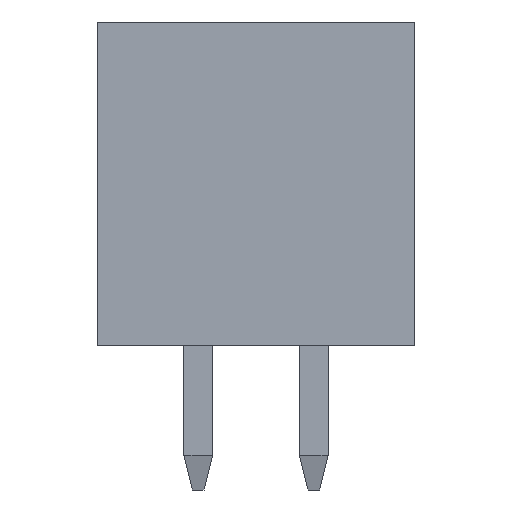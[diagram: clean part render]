
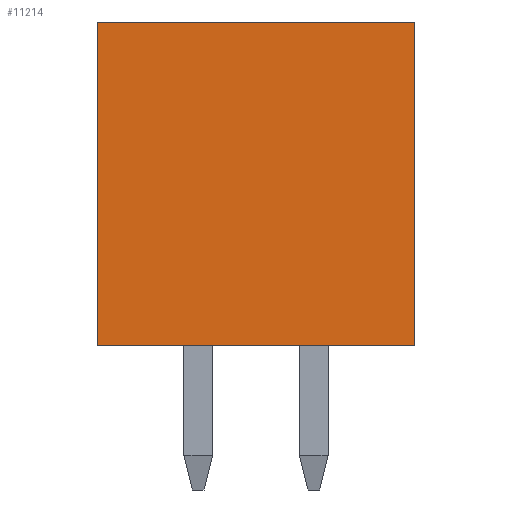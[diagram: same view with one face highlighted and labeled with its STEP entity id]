
A CAD part, front view. The second image highlights one B-rep face of the part: STEP entity #11214.
In plain terms, the highlighted face is planar.
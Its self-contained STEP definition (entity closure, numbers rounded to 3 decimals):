
#793=ORIENTED_EDGE('',*,*,#2754,.F.);
#794=ORIENTED_EDGE('',*,*,#2755,.F.);
#795=ORIENTED_EDGE('',*,*,#2756,.T.);
#796=ORIENTED_EDGE('',*,*,#2757,.T.);
#2754=EDGE_CURVE('',#3708,#3709,#4542,.T.);
#2755=EDGE_CURVE('',#3710,#3708,#4543,.T.);
#2756=EDGE_CURVE('',#3710,#3711,#4544,.T.);
#2757=EDGE_CURVE('',#3711,#3709,#4545,.T.);
#3708=VERTEX_POINT('',#15079);
#3709=VERTEX_POINT('',#15080);
#3710=VERTEX_POINT('',#15082);
#3711=VERTEX_POINT('',#15084);
#4542=LINE('',#15078,#5654);
#4543=LINE('',#15081,#5655);
#4544=LINE('',#15083,#5656);
#4545=LINE('',#15085,#5657);
#5654=VECTOR('',#12850,1000.);
#5655=VECTOR('',#12851,1000.);
#5656=VECTOR('',#12852,1000.);
#5657=VECTOR('',#12853,1000.);
#6452=EDGE_LOOP('',(#793,#794,#795,#796));
#6956=FACE_BOUND('',#6452,.T.);
#7444=PLANE('',#11692);
#11214=ADVANCED_FACE('',(#6956),#7444,.T.);
#11692=AXIS2_PLACEMENT_3D('',#15077,#12848,#12849);
#12848=DIRECTION('',(1.,0.,0.));
#12849=DIRECTION('',(0.,0.,-1.));
#12850=DIRECTION('',(0.,0.,-1.));
#12851=DIRECTION('',(0.,1.,0.));
#12852=DIRECTION('',(0.,0.,-1.));
#12853=DIRECTION('',(0.,1.,0.));
#15077=CARTESIAN_POINT('',(11.6,-2.75,2.8));
#15078=CARTESIAN_POINT('',(11.6,2.75,2.8));
#15079=CARTESIAN_POINT('',(11.6,2.75,2.8));
#15080=CARTESIAN_POINT('',(11.6,2.75,-2.8));
#15081=CARTESIAN_POINT('',(11.6,-2.75,2.8));
#15082=CARTESIAN_POINT('',(11.6,-2.75,2.8));
#15083=CARTESIAN_POINT('',(11.6,-2.75,2.8));
#15084=CARTESIAN_POINT('',(11.6,-2.75,-2.8));
#15085=CARTESIAN_POINT('',(11.6,-2.75,-2.8));
